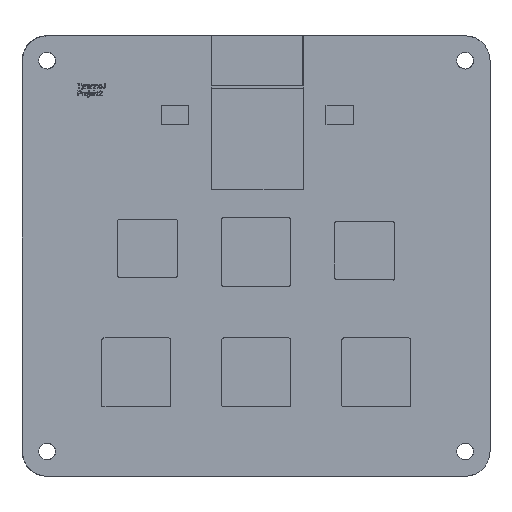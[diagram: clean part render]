
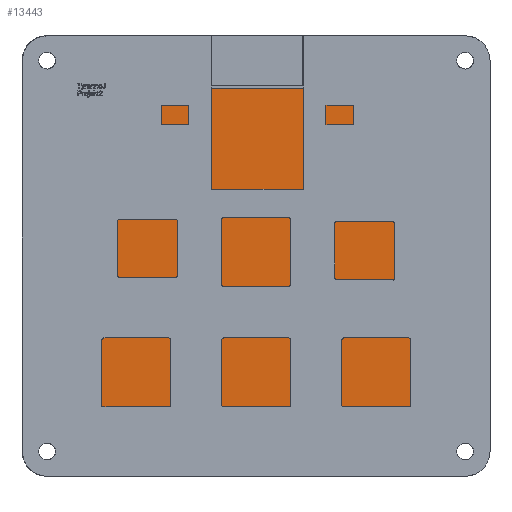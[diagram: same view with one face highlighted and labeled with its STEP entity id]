
A CAD part, top view. The second image highlights one B-rep face of the part: STEP entity #13443.
In plain terms, the highlighted planar face has unit normal (0, 0, 1).
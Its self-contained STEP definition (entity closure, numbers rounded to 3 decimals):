
#541=PLANE('',#13898);
#1255=FACE_OUTER_BOUND('',#2049,.T.);
#2049=EDGE_LOOP('',(#12359,#12360,#12361,#12362));
#3205=LINE('',#26132,#4369);
#3208=LINE('',#26138,#4372);
#3211=LINE('',#26144,#4375);
#3214=LINE('',#26148,#4378);
#4369=VECTOR('',#15925,10.);
#4372=VECTOR('',#15930,10.);
#4375=VECTOR('',#15935,10.);
#4378=VECTOR('',#15940,10.);
#6421=VERTEX_POINT('',#26129);
#6422=VERTEX_POINT('',#26131);
#6424=VERTEX_POINT('',#26137);
#6426=VERTEX_POINT('',#26143);
#8397=EDGE_CURVE('',#6422,#6421,#3205,.T.);
#8400=EDGE_CURVE('',#6424,#6422,#3208,.T.);
#8403=EDGE_CURVE('',#6426,#6424,#3211,.T.);
#8406=EDGE_CURVE('',#6421,#6426,#3214,.T.);
#12359=ORIENTED_EDGE('',*,*,#8406,.T.);
#12360=ORIENTED_EDGE('',*,*,#8403,.T.);
#12361=ORIENTED_EDGE('',*,*,#8400,.T.);
#12362=ORIENTED_EDGE('',*,*,#8397,.T.);
#13443=ADVANCED_FACE('',(#1255),#541,.T.);
#13898=AXIS2_PLACEMENT_3D('',#26149,#15941,#15942);
#15925=DIRECTION('',(0.,1.,0.));
#15930=DIRECTION('',(1.,0.,0.));
#15935=DIRECTION('',(0.,-1.,0.));
#15940=DIRECTION('',(-1.,0.,0.));
#15941=DIRECTION('center_axis',(0.,0.,1.));
#15942=DIRECTION('ref_axis',(1.,0.,0.));
#26129=CARTESIAN_POINT('',(183.118,79.359,6.));
#26131=CARTESIAN_POINT('',(183.118,11.359,6.));
#26132=CARTESIAN_POINT('',(183.118,79.359,6.));
#26137=CARTESIAN_POINT('',(109.618,11.359,6.));
#26138=CARTESIAN_POINT('',(183.118,11.359,6.));
#26143=CARTESIAN_POINT('',(109.618,79.359,6.));
#26144=CARTESIAN_POINT('',(109.618,11.359,6.));
#26148=CARTESIAN_POINT('',(109.618,79.359,6.));
#26149=CARTESIAN_POINT('Origin',(146.368,45.359,6.));
